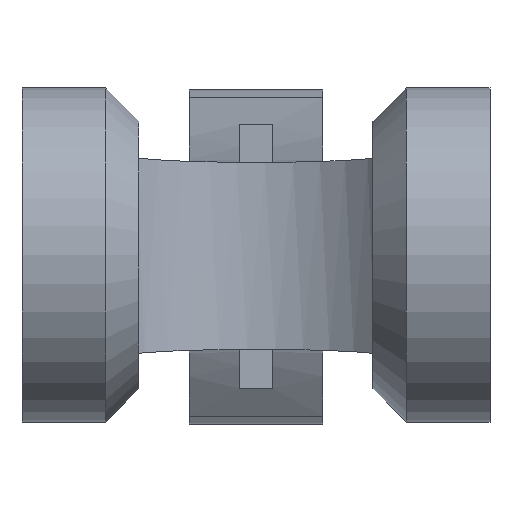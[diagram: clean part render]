
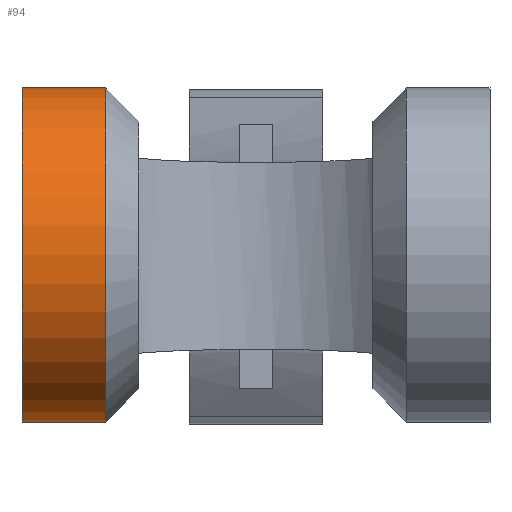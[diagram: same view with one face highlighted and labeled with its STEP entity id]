
A CAD part, top view. The second image highlights one B-rep face of the part: STEP entity #94.
In plain terms, the highlighted cylindrical face has radius 12.7 mm (diameter 25.4 mm), a full revolution.
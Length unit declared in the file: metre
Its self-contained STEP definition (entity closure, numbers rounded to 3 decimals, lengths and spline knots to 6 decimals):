
#94 = ADVANCED_FACE( '', ( #217, #218, #219 ), #220, .T. );
#217 = FACE_BOUND( '', #382, .T. );
#218 = FACE_OUTER_BOUND( '', #383, .T. );
#219 = FACE_OUTER_BOUND( '', #384, .T. );
#220 = CYLINDRICAL_SURFACE( '', #385, 0.0127 );
#382 = EDGE_LOOP( '', ( #611, #612, #613, #614 ) );
#383 = EDGE_LOOP( '', ( #615 ) );
#384 = EDGE_LOOP( '', ( #616 ) );
#385 = AXIS2_PLACEMENT_3D( '', #617, #618, #619 );
#611 = ORIENTED_EDGE( '', *, *, #845, .T. );
#612 = ORIENTED_EDGE( '', *, *, #877, .T. );
#613 = ORIENTED_EDGE( '', *, *, #878, .F. );
#614 = ORIENTED_EDGE( '', *, *, #874, .F. );
#615 = ORIENTED_EDGE( '', *, *, #813, .T. );
#616 = ORIENTED_EDGE( '', *, *, #879, .T. );
#617 = CARTESIAN_POINT( '', ( 0.01778, 0.000007, 0. ) );
#618 = DIRECTION( '', ( 1., 0., 0. ) );
#619 = DIRECTION( '', ( 0., 0., -1. ) );
#813 = EDGE_CURVE( '', #938, #938, #939, .T. );
#845 = EDGE_CURVE( '', #995, #993, #996, .T. );
#874 = EDGE_CURVE( '', #995, #1040, #1041, .F. );
#877 = EDGE_CURVE( '', #993, #1044, #1045, .F. );
#878 = EDGE_CURVE( '', #1040, #1044, #1046, .T. );
#879 = EDGE_CURVE( '', #1047, #1047, #1048, .F. );
#938 = VERTEX_POINT( '', #1124 );
#939 = CIRCLE( '', #1125, 0.0127 );
#993 = VERTEX_POINT( '', #1244 );
#995 = VERTEX_POINT( '', #1246 );
#996 = LINE( '', #1247, #1248 );
#1040 = VERTEX_POINT( '', #1362 );
#1041 = CIRCLE( '', #1363, 0.0127 );
#1044 = VERTEX_POINT( '', #1366 );
#1045 = CIRCLE( '', #1367, 0.0127 );
#1046 = LINE( '', #1368, #1369 );
#1047 = VERTEX_POINT( '', #1370 );
#1048 = CIRCLE( '', #1371, 0.0127 );
#1124 = CARTESIAN_POINT( '', ( -0.01778, -0.012693, 0.000001 ) );
#1125 = AXIS2_PLACEMENT_3D( '', #1541, #1542, #1543 );
#1244 = CARTESIAN_POINT( '', ( -0.015883, 0.012122, -0.003811 ) );
#1246 = CARTESIAN_POINT( '', ( -0.0127, 0.012122, -0.003811 ) );
#1247 = CARTESIAN_POINT( '', ( 0.0381, 0.012122, -0.003811 ) );
#1248 = VECTOR( '', #1590, 1. );
#1362 = CARTESIAN_POINT( '', ( -0.0127, -0.012108, -0.003809 ) );
#1363 = AXIS2_PLACEMENT_3D( '', #1633, #1634, #1635 );
#1366 = CARTESIAN_POINT( '', ( -0.015883, -0.012108, -0.003809 ) );
#1367 = AXIS2_PLACEMENT_3D( '', #1639, #1640, #1641 );
#1368 = CARTESIAN_POINT( '', ( 0.0381, -0.012108, -0.003809 ) );
#1369 = VECTOR( '', #1642, 1. );
#1370 = CARTESIAN_POINT( '', ( -0.01143, 0.000008, 0.0127 ) );
#1371 = AXIS2_PLACEMENT_3D( '', #1643, #1644, #1645 );
#1541 = CARTESIAN_POINT( '', ( -0.01778, 0.000007, 0. ) );
#1542 = DIRECTION( '', ( 1., 0., 0. ) );
#1543 = DIRECTION( '', ( 0., -1., 0. ) );
#1590 = DIRECTION( '', ( -1., 0., 0. ) );
#1633 = CARTESIAN_POINT( '', ( -0.0127, 0.000007, 0. ) );
#1634 = DIRECTION( '', ( 1., 0., 0. ) );
#1635 = DIRECTION( '', ( 0., 0., 1. ) );
#1639 = CARTESIAN_POINT( '', ( -0.015883, 0.000007, 0. ) );
#1640 = DIRECTION( '', ( 1., 0., 0. ) );
#1641 = DIRECTION( '', ( 0., 0., 1. ) );
#1642 = DIRECTION( '', ( -1., 0., 0. ) );
#1643 = CARTESIAN_POINT( '', ( -0.01143, 0.000007, 0. ) );
#1644 = DIRECTION( '', ( 1., 0., 0. ) );
#1645 = DIRECTION( '', ( 0., 0., 1. ) );
